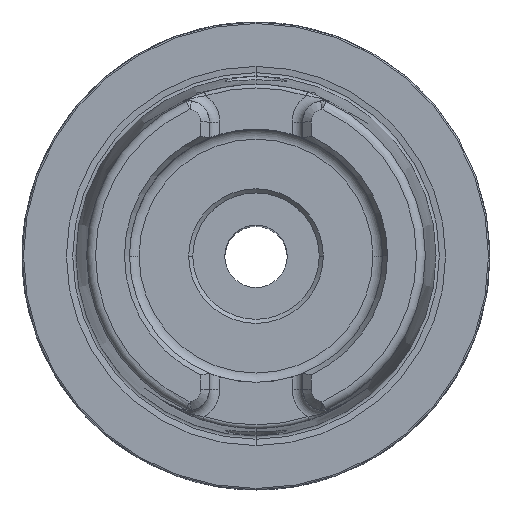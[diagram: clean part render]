
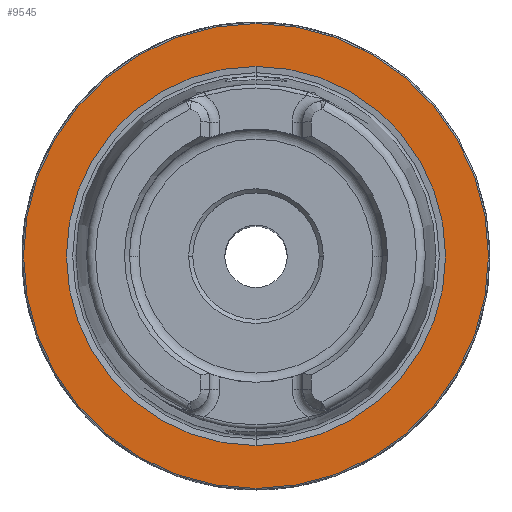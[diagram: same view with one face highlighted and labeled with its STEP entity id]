
A CAD part, top view. The second image highlights one B-rep face of the part: STEP entity #9545.
In plain terms, the highlighted planar face has unit normal (0, 0, 1).
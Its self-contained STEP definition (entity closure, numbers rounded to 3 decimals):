
#178 = AXIS2_PLACEMENT_3D ( 'NONE', #10759, #5668, #451 ) ;
#299 = DIRECTION ( 'NONE',  ( 0., 1., 0. ) ) ;
#451 = DIRECTION ( 'NONE',  ( 0., -1., 0. ) ) ;
#713 = FACE_OUTER_BOUND ( 'NONE', #6248, .T. ) ;
#852 = CARTESIAN_POINT ( 'NONE',  ( 0., 25.5, 0. ) ) ;
#1943 = CARTESIAN_POINT ( 'NONE',  ( 0., -25.5, 0. ) ) ;
#2425 = CIRCLE ( 'NONE', #9433, 25.5 ) ;
#2775 = CIRCLE ( 'NONE', #178, 31.27 ) ;
#3399 = CARTESIAN_POINT ( 'NONE',  ( 0., 0., 0. ) ) ;
#3802 = ORIENTED_EDGE ( 'NONE', *, *, #7807, .T. ) ;
#4173 = DIRECTION ( 'NONE',  ( 0., 0., 1. ) ) ;
#4295 = DIRECTION ( 'NONE',  ( 0., 1., 0. ) ) ;
#4412 = ORIENTED_EDGE ( 'NONE', *, *, #5610, .T. ) ;
#4414 = VERTEX_POINT ( 'NONE', #1943 ) ;
#4464 = ORIENTED_EDGE ( 'NONE', *, *, #9888, .T. ) ;
#4896 = CARTESIAN_POINT ( 'NONE',  ( 0., 0., 0. ) ) ;
#5095 = FACE_BOUND ( 'NONE', #7349, .T. ) ;
#5528 = DIRECTION ( 'NONE',  ( 0., 0., -1. ) ) ;
#5610 = EDGE_CURVE ( 'NONE', #9188, #10029, #6384, .T. ) ;
#5668 = DIRECTION ( 'NONE',  ( 0., 0., 1. ) ) ;
#5754 = DIRECTION ( 'NONE',  ( 0., -1., 0. ) ) ;
#5859 = PLANE ( 'NONE',  #9889 ) ;
#6248 = EDGE_LOOP ( 'NONE', ( #4464, #4412 ) ) ;
#6384 = CIRCLE ( 'NONE', #7276, 31.27 ) ;
#7086 = VERTEX_POINT ( 'NONE', #852 ) ;
#7276 = AXIS2_PLACEMENT_3D ( 'NONE', #4896, #10836, #5754 ) ;
#7349 = EDGE_LOOP ( 'NONE', ( #3802, #9191 ) ) ;
#7807 = EDGE_CURVE ( 'NONE', #4414, #7086, #2425, .T. ) ;
#8201 = CARTESIAN_POINT ( 'NONE',  ( 0., 31.27, 0. ) ) ;
#8660 = AXIS2_PLACEMENT_3D ( 'NONE', #3399, #9429, #4295 ) ;
#9188 = VERTEX_POINT ( 'NONE', #8201 ) ;
#9191 = ORIENTED_EDGE ( 'NONE', *, *, #10663, .T. ) ;
#9215 = CARTESIAN_POINT ( 'NONE',  ( 0., -31.27, 0. ) ) ;
#9287 = CARTESIAN_POINT ( 'NONE',  ( 0., 31.47, 0. ) ) ;
#9429 = DIRECTION ( 'NONE',  ( 0., 0., -1. ) ) ;
#9433 = AXIS2_PLACEMENT_3D ( 'NONE', #10619, #5528, #299 ) ;
#9545 = ADVANCED_FACE ( 'NONE', ( #713, #5095 ), #5859, .T. ) ;
#9645 = CIRCLE ( 'NONE', #8660, 25.5 ) ;
#9888 = EDGE_CURVE ( 'NONE', #10029, #9188, #2775, .T. ) ;
#9889 = AXIS2_PLACEMENT_3D ( 'NONE', #9287, #4173, #10152 ) ;
#10029 = VERTEX_POINT ( 'NONE', #9215 ) ;
#10152 = DIRECTION ( 'NONE',  ( 0., -1., 0. ) ) ;
#10619 = CARTESIAN_POINT ( 'NONE',  ( 0., 0., 0. ) ) ;
#10663 = EDGE_CURVE ( 'NONE', #7086, #4414, #9645, .T. ) ;
#10759 = CARTESIAN_POINT ( 'NONE',  ( 0., 0., 0. ) ) ;
#10836 = DIRECTION ( 'NONE',  ( 0., 0., 1. ) ) ;
